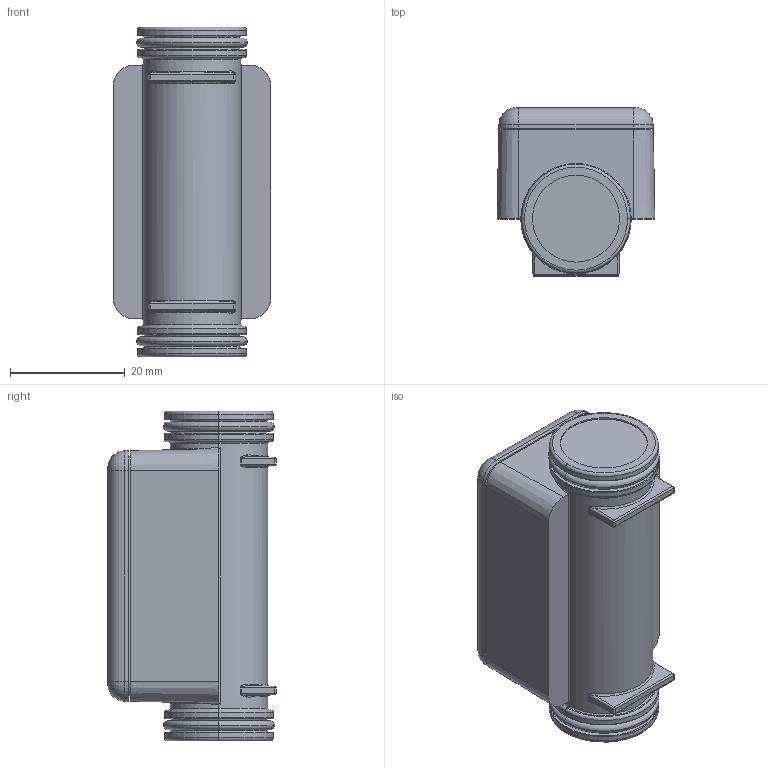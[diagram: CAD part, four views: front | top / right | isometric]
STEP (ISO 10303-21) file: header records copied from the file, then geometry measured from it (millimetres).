
FILE_DESCRIPTION (( 'STEP AP214' ), '1' );
FILE_NAME ('144590-00_Publikationsmodell SFM3119.step', '2020-06-02T08:04:03', ( '' ), ( '' ), 'SwSTEP 2.0', 'SolidWorks 2019', '' );
FILE_SCHEMA (( 'AUTOMOTIVE_DESIGN' ));
Length unit declared in the file: millimetre
Products named in the file (1): 144590-00_Publikationsmodell SFM3119
Bounding box: 27.54 x 29.4 x 57.5 mm (x, y, z)
Volume: 30783.2 mm3; surface area: 8086.3 mm2
Topology: 3 solids, 3 shells, 380 faces, 918 edges, 554 vertices
Faces by surface type: plane 222, cylinder 65, torus 48, cone 28, bspline 17
Entity records: 15816 total; most frequent: CARTESIAN_POINT 2730, DIRECTION 1841, ORIENTED_EDGE 1836, EDGE_CURVE 918, LINE 627, VECTOR 627, AXIS2_PLACEMENT_3D 607, VERTEX_POINT 554
